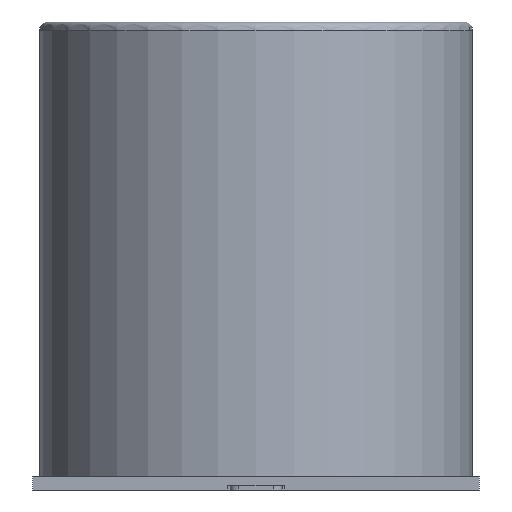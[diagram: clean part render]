
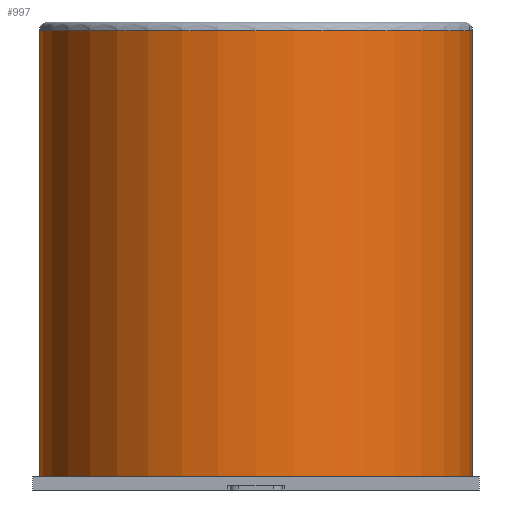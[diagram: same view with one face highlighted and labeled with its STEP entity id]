
A CAD part, front view. The second image highlights one B-rep face of the part: STEP entity #997.
In plain terms, the highlighted cylindrical face has radius 5 mm (diameter 10 mm), a partial arc.
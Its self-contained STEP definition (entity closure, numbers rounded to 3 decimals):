
#319 = AXIS2_PLACEMENT_3D ( 'NONE', #794, #4127, #1281 ) ;
#476 = DIRECTION ( 'NONE',  ( 0., 0., -1. ) ) ;
#725 = VECTOR ( 'NONE', #1563, 1000. ) ;
#753 = CYLINDRICAL_SURFACE ( 'NONE', #4531, 5. ) ;
#794 = CARTESIAN_POINT ( 'NONE',  ( 0., 0., 10.6 ) ) ;
#916 = DIRECTION ( 'NONE',  ( 0., 0., 1. ) ) ;
#997 = ADVANCED_FACE ( 'NONE', ( #2454 ), #753, .T. ) ;
#1048 = EDGE_CURVE ( 'NONE', #4292, #4321, #6039, .T. ) ;
#1091 = CARTESIAN_POINT ( 'NONE',  ( -5., 0., 10.8 ) ) ;
#1138 = DIRECTION ( 'NONE',  ( -1., 0., 0. ) ) ;
#1281 = DIRECTION ( 'NONE',  ( 1., 0., 0. ) ) ;
#1352 = CARTESIAN_POINT ( 'NONE',  ( 5., 0., 0.3 ) ) ;
#1563 = DIRECTION ( 'NONE',  ( 0., 0., -1. ) ) ;
#1719 = EDGE_LOOP ( 'NONE', ( #1878, #2233, #3225, #5183 ) ) ;
#1878 = ORIENTED_EDGE ( 'NONE', *, *, #1048, .F. ) ;
#2021 = CARTESIAN_POINT ( 'NONE',  ( -5., 0., 10.6 ) ) ;
#2124 = LINE ( 'NONE', #1091, #725 ) ;
#2233 = ORIENTED_EDGE ( 'NONE', *, *, #5498, .T. ) ;
#2379 = VECTOR ( 'NONE', #476, 1000. ) ;
#2454 = FACE_OUTER_BOUND ( 'NONE', #1719, .T. ) ;
#3119 = EDGE_CURVE ( 'NONE', #4813, #5015, #2124, .T. ) ;
#3225 = ORIENTED_EDGE ( 'NONE', *, *, #3119, .T. ) ;
#3319 = CARTESIAN_POINT ( 'NONE',  ( 5., 0., 10.8 ) ) ;
#3760 = CARTESIAN_POINT ( 'NONE',  ( 0., 0., 0.3 ) ) ;
#3792 = EDGE_CURVE ( 'NONE', #5015, #4321, #4166, .T. ) ;
#3828 = AXIS2_PLACEMENT_3D ( 'NONE', #3760, #916, #4251 ) ;
#4127 = DIRECTION ( 'NONE',  ( 0., 0., -1. ) ) ;
#4166 = CIRCLE ( 'NONE', #3828, 5. ) ;
#4251 = DIRECTION ( 'NONE',  ( 1., 0., 0. ) ) ;
#4292 = VERTEX_POINT ( 'NONE', #5134 ) ;
#4321 = VERTEX_POINT ( 'NONE', #1352 ) ;
#4531 = AXIS2_PLACEMENT_3D ( 'NONE', #4921, #5366, #1138 ) ;
#4813 = VERTEX_POINT ( 'NONE', #2021 ) ;
#4916 = CIRCLE ( 'NONE', #319, 5. ) ;
#4921 = CARTESIAN_POINT ( 'NONE',  ( 0., 0., 10.8 ) ) ;
#5015 = VERTEX_POINT ( 'NONE', #5906 ) ;
#5134 = CARTESIAN_POINT ( 'NONE',  ( 5., 0., 10.6 ) ) ;
#5183 = ORIENTED_EDGE ( 'NONE', *, *, #3792, .T. ) ;
#5366 = DIRECTION ( 'NONE',  ( 0., 0., -1. ) ) ;
#5498 = EDGE_CURVE ( 'NONE', #4292, #4813, #4916, .T. ) ;
#5906 = CARTESIAN_POINT ( 'NONE',  ( -5., 0., 0.3 ) ) ;
#6039 = LINE ( 'NONE', #3319, #2379 ) ;
